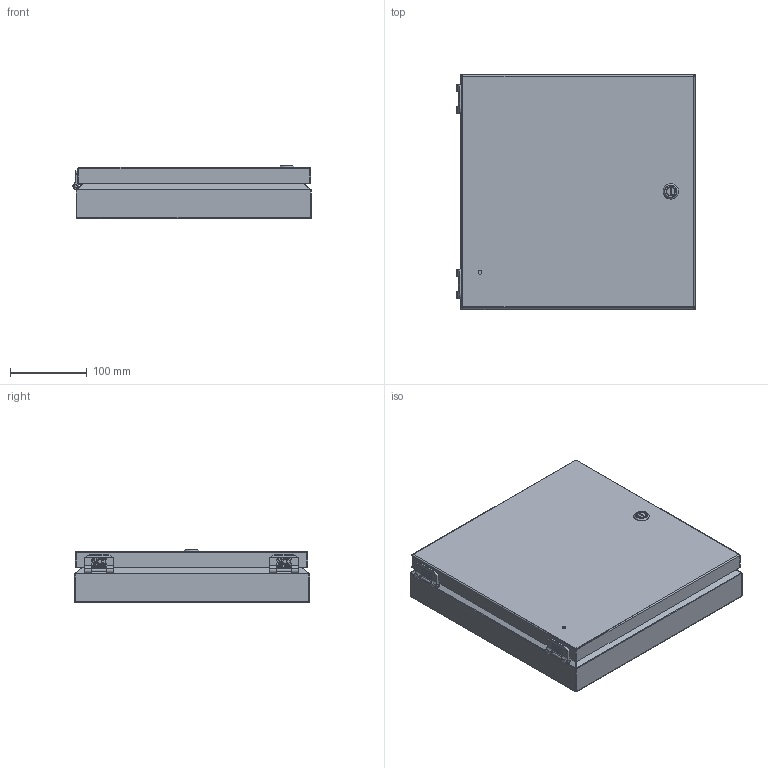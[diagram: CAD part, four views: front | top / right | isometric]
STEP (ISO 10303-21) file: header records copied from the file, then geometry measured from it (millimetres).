
FILE_DESCRIPTION (( 'STEP AP214' ), '1' );
FILE_NAME ('SCE-HA1212.STEP', '2022-07-27T10:55:59', ( '' ), ( '' ), 'SwSTEP 2.0', 'SolidWorks 2021', '' );
FILE_SCHEMA (( 'AUTOMOTIVE_DESIGN' ));
Length unit declared in the file: inch
Products named in the file (1): SCE-HA1212
Bounding box: 310.4 x 306.32 x 69.4 mm (x, y, z)
Volume: 349661.6 mm3; surface area: 463260.9 mm2
Topology: 16 solids, 16 shells, 1069 faces, 2624 edges, 1585 vertices
Faces by surface type: cylinder 347, bspline 336, plane 312, torus 48, sphere 20, cone 6
Full cylindrical faces by diameter (mm): 0.508 x2, 2.54 x2, 3.962 x2, 4.013 x4, 4.318 x2, 4.826 x1, 4.981 x1, 5.08 x1, 5.537 x4, 6.058 x1, 6.463 x1, 6.604 x2, 6.824 x1, 7.167 x1, 7.874 x1, 8.28 x1, 8.89 x1, 10.922 x1, 11.684 x1, 12.065 x1, 12.17 x2, 16.002 x1, 20.018 x1
Entity records: 57748 total; most frequent: CARTESIAN_POINT 36589, ORIENTED_EDGE 5060, DIRECTION 3125, EDGE_CURVE 2530, VERTEX_POINT 1565, AXIS2_PLACEMENT_3D 1205, B_SPLINE_CURVE_WITH_KNOTS 1196, EDGE_LOOP 1173
